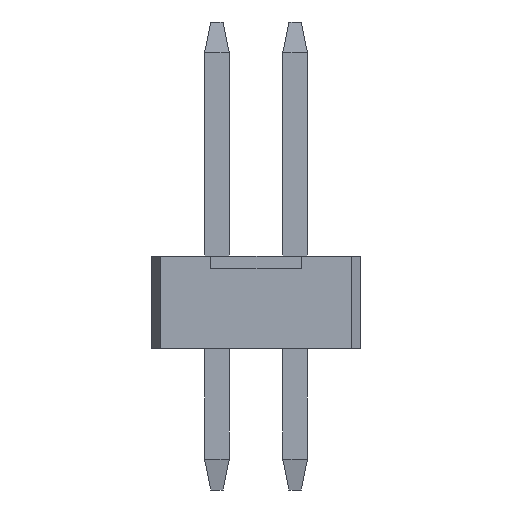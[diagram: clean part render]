
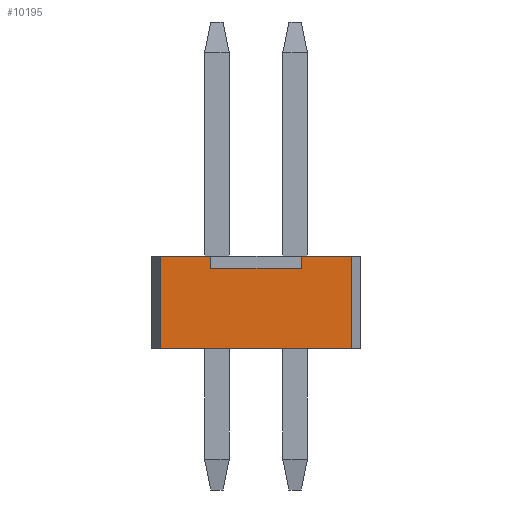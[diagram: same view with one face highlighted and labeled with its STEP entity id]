
A CAD part, front view. The second image highlights one B-rep face of the part: STEP entity #10195.
In plain terms, the highlighted face is planar.
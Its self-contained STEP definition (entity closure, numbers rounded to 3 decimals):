
#220=ORIENTED_EDGE('',*,*,#2280,.T.);
#221=ORIENTED_EDGE('',*,*,#2281,.F.);
#222=ORIENTED_EDGE('',*,*,#2282,.T.);
#223=ORIENTED_EDGE('',*,*,#2283,.T.);
#224=ORIENTED_EDGE('',*,*,#2284,.T.);
#225=ORIENTED_EDGE('',*,*,#2285,.F.);
#226=ORIENTED_EDGE('',*,*,#2286,.F.);
#227=ORIENTED_EDGE('',*,*,#2287,.T.);
#2280=EDGE_CURVE('',#3310,#3311,#3946,.T.);
#2281=EDGE_CURVE('',#3312,#3311,#3947,.T.);
#2282=EDGE_CURVE('',#3312,#3313,#3948,.T.);
#2283=EDGE_CURVE('',#3313,#3314,#3949,.T.);
#2284=EDGE_CURVE('',#3314,#3315,#3950,.T.);
#2285=EDGE_CURVE('',#3316,#3315,#3951,.T.);
#2286=EDGE_CURVE('',#3317,#3316,#3952,.T.);
#2287=EDGE_CURVE('',#3317,#3310,#3953,.T.);
#3310=VERTEX_POINT('',#13312);
#3311=VERTEX_POINT('',#13313);
#3312=VERTEX_POINT('',#13315);
#3313=VERTEX_POINT('',#13317);
#3314=VERTEX_POINT('',#13319);
#3315=VERTEX_POINT('',#13321);
#3316=VERTEX_POINT('',#13323);
#3317=VERTEX_POINT('',#13325);
#3946=LINE('',#13311,#4984);
#3947=LINE('',#13314,#4985);
#3948=LINE('',#13316,#4986);
#3949=LINE('',#13318,#4987);
#3950=LINE('',#13320,#4988);
#3951=LINE('',#13322,#4989);
#3952=LINE('',#13324,#4990);
#3953=LINE('',#13326,#4991);
#4984=VECTOR('',#11282,1000.);
#4985=VECTOR('',#11283,1000.);
#4986=VECTOR('',#11284,1000.);
#4987=VECTOR('',#11285,1000.);
#4988=VECTOR('',#11286,1000.);
#4989=VECTOR('',#11287,1000.);
#4990=VECTOR('',#11288,1000.);
#4991=VECTOR('',#11289,1000.);
#5881=EDGE_LOOP('',(#220,#221,#222,#223,#224,#225,#226,#227));
#6325=FACE_BOUND('',#5881,.T.);
#6769=PLANE('',#10630);
#10195=ADVANCED_FACE('',(#6325),#6769,.T.);
#10630=AXIS2_PLACEMENT_3D('',#13310,#11280,#11281);
#11280=DIRECTION('',(-1.,0.,0.));
#11281=DIRECTION('',(0.,0.,1.));
#11282=DIRECTION('',(0.,1.,0.));
#11283=DIRECTION('',(0.,0.,1.));
#11284=DIRECTION('',(0.,1.,0.));
#11285=DIRECTION('',(0.,0.,1.));
#11286=DIRECTION('',(0.,1.,0.));
#11287=DIRECTION('',(0.,0.,1.));
#11288=DIRECTION('',(0.,1.,0.));
#11289=DIRECTION('',(0.,0.,1.));
#13310=CARTESIAN_POINT('',(-5.08,-1.7,-0.75));
#13311=CARTESIAN_POINT('',(-5.08,-1.7,0.75));
#13312=CARTESIAN_POINT('',(-5.08,-1.55,0.75));
#13313=CARTESIAN_POINT('',(-5.08,-0.735,0.75));
#13314=CARTESIAN_POINT('',(-5.08,-0.735,0.55));
#13315=CARTESIAN_POINT('',(-5.08,-0.735,0.55));
#13316=CARTESIAN_POINT('',(-5.08,-0.735,0.55));
#13317=CARTESIAN_POINT('',(-5.08,0.735,0.55));
#13318=CARTESIAN_POINT('',(-5.08,0.735,0.55));
#13319=CARTESIAN_POINT('',(-5.08,0.735,0.75));
#13320=CARTESIAN_POINT('',(-5.08,-1.7,0.75));
#13321=CARTESIAN_POINT('',(-5.08,1.55,0.75));
#13322=CARTESIAN_POINT('',(-5.08,1.55,-10.303));
#13323=CARTESIAN_POINT('',(-5.08,1.55,-0.75));
#13324=CARTESIAN_POINT('',(-5.08,-1.7,-0.75));
#13325=CARTESIAN_POINT('',(-5.08,-1.55,-0.75));
#13326=CARTESIAN_POINT('',(-5.08,-1.55,-10.303));
